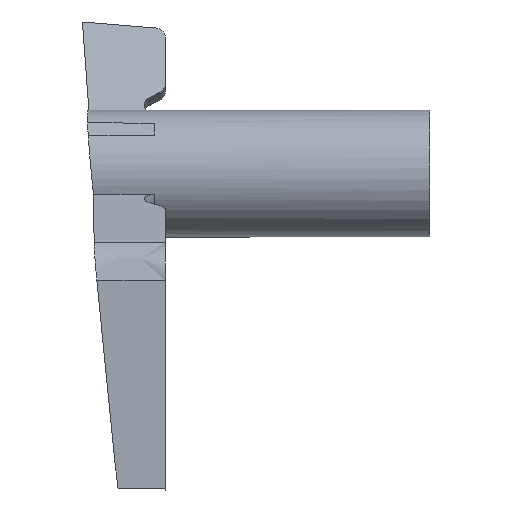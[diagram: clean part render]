
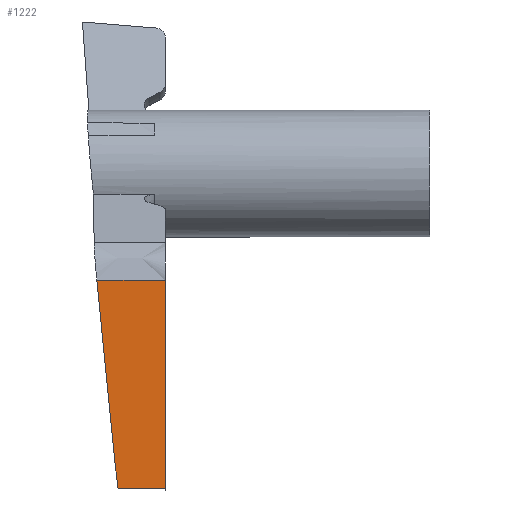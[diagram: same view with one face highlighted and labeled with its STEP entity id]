
A CAD part, left-side view. The second image highlights one B-rep face of the part: STEP entity #1222.
In plain terms, the highlighted free-form (B-spline) face has degree [3, 3] with [4, 4] control points.
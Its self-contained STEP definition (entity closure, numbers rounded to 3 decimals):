
#1222 = ADVANCED_FACE('',(#1223),#1241,.T.);
#1223 = FACE_BOUND('',#1224,.T.);
#1224 = EDGE_LOOP('',(#1225,#1263,#1279,#1298,#1314));
#1225 = ORIENTED_EDGE('',*,*,#1226,.F.);
#1226 = EDGE_CURVE('',#1227,#1229,#1231,.T.);
#1227 = VERTEX_POINT('',#1228);
#1228 = CARTESIAN_POINT('',(1524.103,-748.403,
    1445.051));
#1229 = VERTEX_POINT('',#1230);
#1230 = CARTESIAN_POINT('',(1524.206,-748.403,
    1435.221));
#1231 = SURFACE_CURVE('',#1232,(#1240),.PCURVE_S1.);
#1232 = B_SPLINE_CURVE_WITH_KNOTS('',3,(#1233,#1234,#1235,#1236,#1237,
    #1238,#1239),.UNSPECIFIED.,.F.,.F.,(4,3,4),(0.,0.337,1.),
  .UNSPECIFIED.);
#1233 = CARTESIAN_POINT('',(1524.103,-748.403,
    1445.051));
#1234 = CARTESIAN_POINT('',(1524.115,-748.403,
    1443.947));
#1235 = CARTESIAN_POINT('',(1524.126,-748.403,
    1442.843));
#1236 = CARTESIAN_POINT('',(1524.138,-748.403,
    1441.739));
#1237 = CARTESIAN_POINT('',(1524.16,-748.403,
    1439.566));
#1238 = CARTESIAN_POINT('',(1524.183,-748.403,
    1437.394));
#1239 = CARTESIAN_POINT('',(1524.206,-748.403,
    1435.221));
#1240 = PCURVE('',#1241,#1258);
#1241 = B_SPLINE_SURFACE_WITH_KNOTS('',3,3,(
    (#1242,#1243,#1244,#1245)
    ,(#1246,#1247,#1248,#1249)
    ,(#1250,#1251,#1252,#1253)
    ,(#1254,#1255,#1256,#1257
    )),.UNSPECIFIED.,.F.,.F.,.F.,(4,4),(4,4),(0.,1.),(0.,1.),
  .PIECEWISE_BEZIER_KNOTS.);
#1242 = CARTESIAN_POINT('',(1524.102,-748.403,
    1445.127));
#1243 = CARTESIAN_POINT('',(1524.137,-748.403,
    1441.806));
#1244 = CARTESIAN_POINT('',(1524.172,-748.403,
    1438.484));
#1245 = CARTESIAN_POINT('',(1524.207,-748.403,
    1435.162));
#1246 = CARTESIAN_POINT('',(1524.093,-747.318,
    1445.127));
#1247 = CARTESIAN_POINT('',(1524.128,-747.318,
    1441.805));
#1248 = CARTESIAN_POINT('',(1524.162,-747.318,
    1438.484));
#1249 = CARTESIAN_POINT('',(1524.197,-747.318,
    1435.162));
#1250 = CARTESIAN_POINT('',(1524.083,-746.233,
    1445.127));
#1251 = CARTESIAN_POINT('',(1524.118,-746.233,
    1441.805));
#1252 = CARTESIAN_POINT('',(1524.153,-746.233,
    1438.484));
#1253 = CARTESIAN_POINT('',(1524.188,-746.233,
    1435.162));
#1254 = CARTESIAN_POINT('',(1524.074,-745.148,
    1445.127));
#1255 = CARTESIAN_POINT('',(1524.109,-745.148,
    1441.805));
#1256 = CARTESIAN_POINT('',(1524.143,-745.148,
    1438.484));
#1257 = CARTESIAN_POINT('',(1524.178,-745.148,
    1435.162));
#1258 = DEFINITIONAL_REPRESENTATION('',(#1259),#1262);
#1259 = B_SPLINE_CURVE_WITH_KNOTS('',1,(#1260,#1261),.UNSPECIFIED.,.F.,
  .F.,(2,2),(0.,1.),.PIECEWISE_BEZIER_KNOTS.);
#1260 = CARTESIAN_POINT('',(0.,0.008));
#1261 = CARTESIAN_POINT('',(0.,0.994));
#1262 = ( GEOMETRIC_REPRESENTATION_CONTEXT(2) 
PARAMETRIC_REPRESENTATION_CONTEXT() REPRESENTATION_CONTEXT('2D SPACE',''
  ) );
#1263 = ORIENTED_EDGE('',*,*,#1264,.T.);
#1264 = EDGE_CURVE('',#1227,#1265,#1267,.T.);
#1265 = VERTEX_POINT('',#1266);
#1266 = CARTESIAN_POINT('',(1524.075,-745.167,
    1445.068));
#1267 = SURFACE_CURVE('',#1268,(#1273),.PCURVE_S1.);
#1268 = B_SPLINE_CURVE_WITH_KNOTS('',3,(#1269,#1270,#1271,#1272),
  .UNSPECIFIED.,.F.,.F.,(4,4),(0.,1.),.PIECEWISE_BEZIER_KNOTS.);
#1269 = CARTESIAN_POINT('',(1524.103,-748.403,
    1445.051));
#1270 = CARTESIAN_POINT('',(1524.094,-747.325,
    1445.056));
#1271 = CARTESIAN_POINT('',(1524.084,-746.246,
    1445.062));
#1272 = CARTESIAN_POINT('',(1524.075,-745.167,
    1445.068));
#1273 = PCURVE('',#1241,#1274);
#1274 = DEFINITIONAL_REPRESENTATION('',(#1275),#1278);
#1275 = B_SPLINE_CURVE_WITH_KNOTS('',1,(#1276,#1277),.UNSPECIFIED.,.F.,
  .F.,(2,2),(0.,1.),.PIECEWISE_BEZIER_KNOTS.);
#1276 = CARTESIAN_POINT('',(0.,0.008));
#1277 = CARTESIAN_POINT('',(0.994,0.006));
#1278 = ( GEOMETRIC_REPRESENTATION_CONTEXT(2) 
PARAMETRIC_REPRESENTATION_CONTEXT() REPRESENTATION_CONTEXT('2D SPACE',''
  ) );
#1279 = ORIENTED_EDGE('',*,*,#1280,.T.);
#1280 = EDGE_CURVE('',#1265,#1281,#1283,.T.);
#1281 = VERTEX_POINT('',#1282);
#1282 = CARTESIAN_POINT('',(1524.172,-746.022,
    1436.434));
#1283 = SURFACE_CURVE('',#1284,(#1292),.PCURVE_S1.);
#1284 = B_SPLINE_CURVE_WITH_KNOTS('',3,(#1285,#1286,#1287,#1288,#1289,
    #1290,#1291),.UNSPECIFIED.,.F.,.F.,(4,3,4),(0.,0.489,1.),
  .UNSPECIFIED.);
#1285 = CARTESIAN_POINT('',(1524.075,-745.167,
    1445.068));
#1286 = CARTESIAN_POINT('',(1524.091,-745.304,
    1443.659));
#1287 = CARTESIAN_POINT('',(1524.107,-745.442,
    1442.25));
#1288 = CARTESIAN_POINT('',(1524.123,-745.582,
    1440.841));
#1289 = CARTESIAN_POINT('',(1524.139,-745.727,
    1439.372));
#1290 = CARTESIAN_POINT('',(1524.156,-745.874,
    1437.903));
#1291 = CARTESIAN_POINT('',(1524.172,-746.022,
    1436.434));
#1292 = PCURVE('',#1241,#1293);
#1293 = DEFINITIONAL_REPRESENTATION('',(#1294),#1297);
#1294 = B_SPLINE_CURVE_WITH_KNOTS('',1,(#1295,#1296),.UNSPECIFIED.,.F.,
  .F.,(2,2),(0.,1.),.PIECEWISE_BEZIER_KNOTS.);
#1295 = CARTESIAN_POINT('',(0.994,0.006));
#1296 = CARTESIAN_POINT('',(0.731,0.872));
#1297 = ( GEOMETRIC_REPRESENTATION_CONTEXT(2) 
PARAMETRIC_REPRESENTATION_CONTEXT() REPRESENTATION_CONTEXT('2D SPACE',''
  ) );
#1298 = ORIENTED_EDGE('',*,*,#1299,.T.);
#1299 = EDGE_CURVE('',#1281,#1300,#1302,.T.);
#1300 = VERTEX_POINT('',#1301);
#1301 = CARTESIAN_POINT('',(1524.186,-746.172,
    1435.222));
#1302 = SURFACE_CURVE('',#1303,(#1308),.PCURVE_S1.);
#1303 = B_SPLINE_CURVE_WITH_KNOTS('',3,(#1304,#1305,#1306,#1307),
  .UNSPECIFIED.,.F.,.F.,(4,4),(0.,1.),.PIECEWISE_BEZIER_KNOTS.);
#1304 = CARTESIAN_POINT('',(1524.172,-746.022,
    1436.435));
#1305 = CARTESIAN_POINT('',(1524.177,-746.063,
    1436.029));
#1306 = CARTESIAN_POINT('',(1524.182,-746.103,
    1435.623));
#1307 = CARTESIAN_POINT('',(1524.186,-746.172,
    1435.222));
#1308 = PCURVE('',#1241,#1309);
#1309 = DEFINITIONAL_REPRESENTATION('',(#1310),#1313);
#1310 = B_SPLINE_CURVE_WITH_KNOTS('',1,(#1311,#1312),.UNSPECIFIED.,.F.,
  .F.,(2,2),(0.,1.),.PIECEWISE_BEZIER_KNOTS.);
#1311 = CARTESIAN_POINT('',(0.731,0.872));
#1312 = CARTESIAN_POINT('',(0.685,0.994));
#1313 = ( GEOMETRIC_REPRESENTATION_CONTEXT(2) 
PARAMETRIC_REPRESENTATION_CONTEXT() REPRESENTATION_CONTEXT('2D SPACE',''
  ) );
#1314 = ORIENTED_EDGE('',*,*,#1315,.T.);
#1315 = EDGE_CURVE('',#1300,#1229,#1316,.T.);
#1316 = SURFACE_CURVE('',#1317,(#1322),.PCURVE_S1.);
#1317 = B_SPLINE_CURVE_WITH_KNOTS('',3,(#1318,#1319,#1320,#1321),
  .UNSPECIFIED.,.F.,.F.,(4,4),(0.,1.),.PIECEWISE_BEZIER_KNOTS.);
#1318 = CARTESIAN_POINT('',(1524.186,-746.172,
    1435.222));
#1319 = CARTESIAN_POINT('',(1524.193,-746.916,
    1435.221));
#1320 = CARTESIAN_POINT('',(1524.199,-747.66,
    1435.221));
#1321 = CARTESIAN_POINT('',(1524.206,-748.403,
    1435.221));
#1322 = PCURVE('',#1241,#1323);
#1323 = DEFINITIONAL_REPRESENTATION('',(#1324),#1327);
#1324 = B_SPLINE_CURVE_WITH_KNOTS('',1,(#1325,#1326),.UNSPECIFIED.,.F.,
  .F.,(2,2),(0.,1.),.PIECEWISE_BEZIER_KNOTS.);
#1325 = CARTESIAN_POINT('',(0.685,0.994));
#1326 = CARTESIAN_POINT('',(0.,0.994));
#1327 = ( GEOMETRIC_REPRESENTATION_CONTEXT(2) 
PARAMETRIC_REPRESENTATION_CONTEXT() REPRESENTATION_CONTEXT('2D SPACE',''
  ) );
